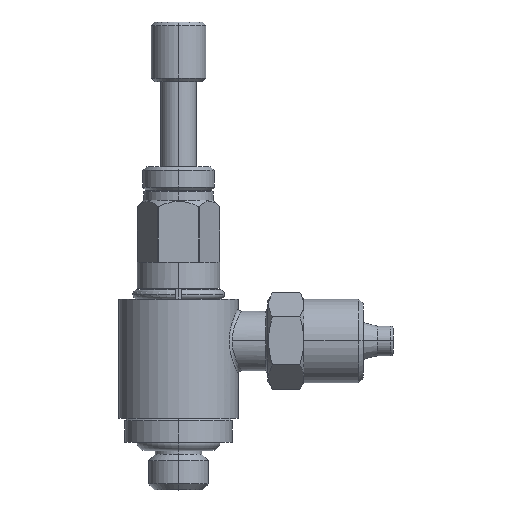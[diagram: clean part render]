
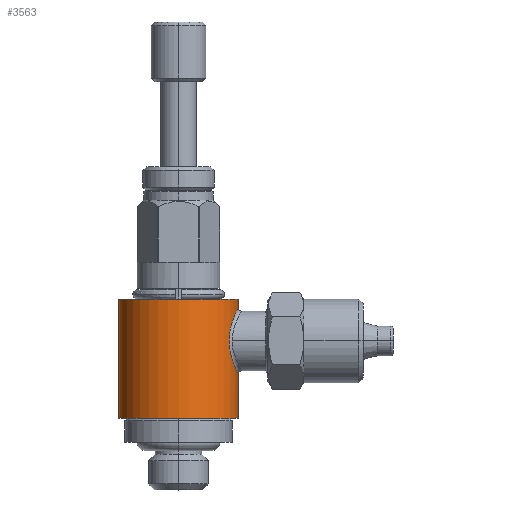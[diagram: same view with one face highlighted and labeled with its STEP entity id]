
A CAD part, top view. The second image highlights one B-rep face of the part: STEP entity #3563.
In plain terms, the highlighted cylindrical face has radius 5 mm (diameter 10 mm), a partial arc.
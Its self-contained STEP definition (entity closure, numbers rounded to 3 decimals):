
#1332 = CARTESIAN_POINT ( 'NONE',  ( -5., 6., 0. ) ) ;
#1398 = CARTESIAN_POINT ( 'NONE',  ( 5., 15.3, 0. ) ) ;
#1401 = CARTESIAN_POINT ( 'NONE',  ( 5., 9.7, 0. ) ) ;
#2313 = DIRECTION ( 'NONE',  ( 0., -1., 0. ) ) ;
#2315 = FACE_OUTER_BOUND ( 'NONE', #4052, .T. ) ;
#2321 = AXIS2_PLACEMENT_3D ( 'NONE', #2322, #2313, #2330 ) ;
#2322 = CARTESIAN_POINT ( 'NONE',  ( 0., 5.5, 0. ) ) ;
#2323 = CYLINDRICAL_SURFACE ( 'NONE', #2321, 5. ) ;
#2325 = DIRECTION ( 'NONE',  ( 0., 0., -1. ) ) ;
#2326 = DIRECTION ( 'NONE',  ( 0., 1., 0. ) ) ;
#2327 = CARTESIAN_POINT ( 'NONE',  ( 0., 16., 0. ) ) ;
#2328 = AXIS2_PLACEMENT_3D ( 'NONE', #2327, #2326, #2325 ) ;
#2329 = CIRCLE ( 'NONE', #2328, 5. ) ;
#2330 = DIRECTION ( 'NONE',  ( 1., 0., 0. ) ) ;
#2337 = DIRECTION ( 'NONE',  ( 0., -1., 0. ) ) ;
#2339 = VECTOR ( 'NONE', #2337, 1000. ) ;
#2340 = DIRECTION ( 'NONE',  ( 0., -1., 0. ) ) ;
#2341 = AXIS2_PLACEMENT_3D ( 'NONE', #2351, #2340, #2365 ) ;
#2342 = CIRCLE ( 'NONE', #2341, 5. ) ;
#2349 = LINE ( 'NONE', #2363, #2339 ) ;
#2351 = CARTESIAN_POINT ( 'NONE',  ( 0., 6., 0. ) ) ;
#2363 = CARTESIAN_POINT ( 'NONE',  ( -5., 5.5, 0. ) ) ;
#2365 = DIRECTION ( 'NONE',  ( 0., 0., 1. ) ) ;
#2368 = CARTESIAN_POINT ( 'NONE',  ( 5., 6., 0. ) ) ;
#2902 = CARTESIAN_POINT ( 'NONE',  ( 4.963, 15.224, 0.633 ) ) ;
#2906 = CARTESIAN_POINT ( 'NONE',  ( 4.992, 15.283, 0.288 ) ) ;
#2912 = CARTESIAN_POINT ( 'NONE',  ( 4.982, 15.263, 0.464 ) ) ;
#2928 = CARTESIAN_POINT ( 'NONE',  ( 5., 16., 0. ) ) ;
#2929 = CARTESIAN_POINT ( 'NONE',  ( -5., 16., 0. ) ) ;
#2936 = CARTESIAN_POINT ( 'NONE',  ( 5., 5.5, 0. ) ) ;
#2937 = LINE ( 'NONE', #2936, #2947 ) ;
#2946 = DIRECTION ( 'NONE',  ( 0., -1., 0. ) ) ;
#2947 = VECTOR ( 'NONE', #2946, 1000. ) ;
#3092 = DIRECTION ( 'NONE',  ( 0., -1., 0. ) ) ;
#3093 = VECTOR ( 'NONE', #3092, 1000. ) ;
#3094 = CARTESIAN_POINT ( 'NONE',  ( 5., 5.5, 0. ) ) ;
#3095 = LINE ( 'NONE', #3094, #3093 ) ;
#3096 = CARTESIAN_POINT ( 'NONE',  ( 4.992, 15.283, 0.288 ) ) ;
#3098 = CARTESIAN_POINT ( 'NONE',  ( 4.91, 15.115, 0.959 ) ) ;
#3099 = CARTESIAN_POINT ( 'NONE',  ( 4.876, 15.043, 1.118 ) ) ;
#3100 = CARTESIAN_POINT ( 'NONE',  ( 4.798, 14.871, 1.415 ) ) ;
#3101 = CARTESIAN_POINT ( 'NONE',  ( 4.755, 14.772, 1.552 ) ) ;
#3102 = CARTESIAN_POINT ( 'NONE',  ( 4.664, 14.55, 1.807 ) ) ;
#3103 = CARTESIAN_POINT ( 'NONE',  ( 4.616, 14.426, 1.925 ) ) ;
#3104 = CARTESIAN_POINT ( 'NONE',  ( 4.523, 14.159, 2.134 ) ) ;
#3105 = CARTESIAN_POINT ( 'NONE',  ( 4.478, 14.017, 2.226 ) ) ;
#3106 = CARTESIAN_POINT ( 'NONE',  ( 4.395, 13.715, 2.386 ) ) ;
#3107 = CARTESIAN_POINT ( 'NONE',  ( 4.358, 13.554, 2.453 ) ) ;
#3108 = CARTESIAN_POINT ( 'NONE',  ( 4.297, 13.225, 2.557 ) ) ;
#3109 = CARTESIAN_POINT ( 'NONE',  ( 4.274, 13.053, 2.595 ) ) ;
#3119 = B_SPLINE_CURVE_WITH_KNOTS ( 'NONE', 3,
 ( #3141, #3140, #3139, #3138, #3137, #3136 ),
 .UNSPECIFIED., .F., .F.,
 ( 4, 2, 4 ),
 ( 0.017, 0.017, 0.017 ),
 .UNSPECIFIED. ) ;
#3126 = CARTESIAN_POINT ( 'NONE',  ( 5., 9.7, 0. ) ) ;
#3128 = B_SPLINE_CURVE_WITH_KNOTS ( 'NONE', 3,
 ( #3126, #3168, #3167, #3166, #3165, #3164, #3163, #3162, #3161, #3160, #3159, #3158, #3157, #3156, #3155, #3154, #3153, #3109, #3108, #3107, #3106, #3105, #3104, #3103, #3102, #3101, #3100, #3099, #3098, #2902, #2912, #2906 ),
 .UNSPECIFIED., .F., .F.,
 ( 4, 2, 2, 2, 2, 2, 2, 2, 2, 2, 2, 2, 2, 2, 2, 4 ),
 ( 0.009, 0.009, 0.01, 0.011, 0.011, 0.012, 0.012, 0.013, 0.013, 0.014, 0.015, 0.015, 0.016, 0.016, 0.017, 0.017 ),
 .UNSPECIFIED. ) ;
#3136 = CARTESIAN_POINT ( 'NONE',  ( 5., 15.3, 0. ) ) ;
#3137 = CARTESIAN_POINT ( 'NONE',  ( 5., 15.3, 0.048 ) ) ;
#3138 = CARTESIAN_POINT ( 'NONE',  ( 4.999, 15.299, 0.096 ) ) ;
#3139 = CARTESIAN_POINT ( 'NONE',  ( 4.997, 15.293, 0.192 ) ) ;
#3140 = CARTESIAN_POINT ( 'NONE',  ( 4.994, 15.289, 0.24 ) ) ;
#3141 = CARTESIAN_POINT ( 'NONE',  ( 4.992, 15.283, 0.288 ) ) ;
#3153 = CARTESIAN_POINT ( 'NONE',  ( 4.247, 12.705, 2.64 ) ) ;
#3154 = CARTESIAN_POINT ( 'NONE',  ( 4.242, 12.531, 2.647 ) ) ;
#3155 = CARTESIAN_POINT ( 'NONE',  ( 4.253, 12.181, 2.63 ) ) ;
#3156 = CARTESIAN_POINT ( 'NONE',  ( 4.268, 12.005, 2.605 ) ) ;
#3157 = CARTESIAN_POINT ( 'NONE',  ( 4.314, 11.668, 2.527 ) ) ;
#3158 = CARTESIAN_POINT ( 'NONE',  ( 4.346, 11.505, 2.474 ) ) ;
#3159 = CARTESIAN_POINT ( 'NONE',  ( 4.419, 11.19, 2.34 ) ) ;
#3160 = CARTESIAN_POINT ( 'NONE',  ( 4.462, 11.037, 2.258 ) ) ;
#3161 = CARTESIAN_POINT ( 'NONE',  ( 4.552, 10.755, 2.072 ) ) ;
#3162 = CARTESIAN_POINT ( 'NONE',  ( 4.598, 10.623, 1.967 ) ) ;
#3163 = CARTESIAN_POINT ( 'NONE',  ( 4.739, 10.256, 1.614 ) ) ;
#3164 = CARTESIAN_POINT ( 'NONE',  ( 4.83, 10.056, 1.334 ) ) ;
#3165 = CARTESIAN_POINT ( 'NONE',  ( 4.928, 9.846, 0.859 ) ) ;
#3166 = CARTESIAN_POINT ( 'NONE',  ( 4.954, 9.792, 0.695 ) ) ;
#3167 = CARTESIAN_POINT ( 'NONE',  ( 4.99, 9.719, 0.354 ) ) ;
#3168 = CARTESIAN_POINT ( 'NONE',  ( 5., 9.7, 0.177 ) ) ;
#3468 = VERTEX_POINT ( 'NONE', #1401 ) ;
#3473 = VERTEX_POINT ( 'NONE', #1398 ) ;
#3476 = VERTEX_POINT ( 'NONE', #1332 ) ;
#3478 = ORIENTED_EDGE ( 'NONE', *, *, #3566, .T. ) ;
#3479 = ORIENTED_EDGE ( 'NONE', *, *, #4069, .T. ) ;
#3563 = ADVANCED_FACE ( 'NONE', ( #2315 ), #2323, .T. ) ;
#3564 = ORIENTED_EDGE ( 'NONE', *, *, #3565, .F. ) ;
#3565 = EDGE_CURVE ( 'NONE', #4063, #4064, #2329, .T. ) ;
#3566 = EDGE_CURVE ( 'NONE', #4063, #3476, #2349, .T. ) ;
#3568 = ORIENTED_EDGE ( 'NONE', *, *, #3569, .F. ) ;
#3569 = EDGE_CURVE ( 'NONE', #3570, #3476, #2342, .T. ) ;
#3570 = VERTEX_POINT ( 'NONE', #2368 ) ;
#4052 = EDGE_LOOP ( 'NONE', ( #3564, #3478, #3568, #4058, #4083, #3479, #4070 ) ) ;
#4058 = ORIENTED_EDGE ( 'NONE', *, *, #4059, .F. ) ;
#4059 = EDGE_CURVE ( 'NONE', #3468, #3570, #2937, .T. ) ;
#4063 = VERTEX_POINT ( 'NONE', #2929 ) ;
#4064 = VERTEX_POINT ( 'NONE', #2928 ) ;
#4069 = EDGE_CURVE ( 'NONE', #4077, #3473, #3119, .T. ) ;
#4070 = ORIENTED_EDGE ( 'NONE', *, *, #4078, .F. ) ;
#4077 = VERTEX_POINT ( 'NONE', #3096 ) ;
#4078 = EDGE_CURVE ( 'NONE', #4064, #3473, #3095, .T. ) ;
#4083 = ORIENTED_EDGE ( 'NONE', *, *, #4084, .T. ) ;
#4084 = EDGE_CURVE ( 'NONE', #3468, #4077, #3128, .T. ) ;
